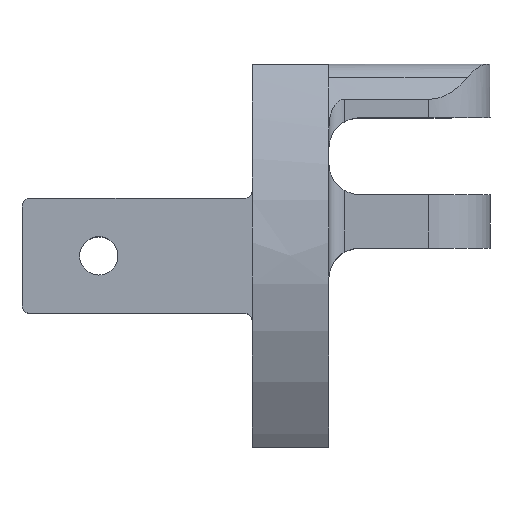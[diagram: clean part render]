
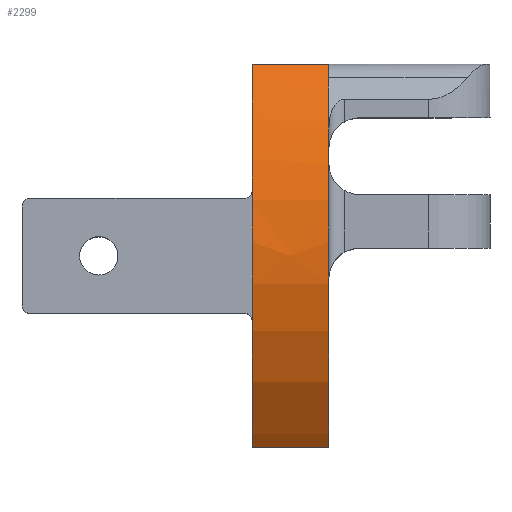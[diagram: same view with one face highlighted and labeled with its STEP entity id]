
A CAD part, top view. The second image highlights one B-rep face of the part: STEP entity #2299.
In plain terms, the highlighted face is a extrusion surface.
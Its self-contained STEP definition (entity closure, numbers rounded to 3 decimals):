
#1618=CARTESIAN_POINT('Vertex',(10.,25.,5.)) ;
#1622=CARTESIAN_POINT('Control Point',(10.,23.224,6.233)) ;
#1623=CARTESIAN_POINT('Control Point',(10.,23.579,5.996)) ;
#1624=CARTESIAN_POINT('Control Point',(10.,23.934,5.754)) ;
#1625=CARTESIAN_POINT('Control Point',(10.,24.29,5.507)) ;
#1626=CARTESIAN_POINT('Control Point',(10.,24.645,5.256)) ;
#1627=CARTESIAN_POINT('Control Point',(10.,25.,5.)) ;
#1628=CARTESIAN_POINT('Vertex',(10.,23.224,6.233)) ;
#1687=CARTESIAN_POINT('Control Point',(10.,20.412,8.)) ;
#1688=CARTESIAN_POINT('Control Point',(10.,19.615,8.469)) ;
#1689=CARTESIAN_POINT('Control Point',(10.,18.81,8.914)) ;
#1690=CARTESIAN_POINT('Control Point',(10.,18.,9.334)) ;
#1691=CARTESIAN_POINT('Vertex',(10.,18.,9.334)) ;
#1693=CARTESIAN_POINT('Vertex',(10.,20.412,8.)) ;
#1697=CARTESIAN_POINT('Control Point',(10.,18.,9.334)) ;
#1698=CARTESIAN_POINT('Control Point',(10.,17.557,9.564)) ;
#1699=CARTESIAN_POINT('Control Point',(10.,17.113,9.786)) ;
#1700=CARTESIAN_POINT('Control Point',(10.,16.667,10.)) ;
#1701=CARTESIAN_POINT('Vertex',(10.,16.667,10.)) ;
#1739=CARTESIAN_POINT('Control Point',(10.,23.224,6.233)) ;
#1740=CARTESIAN_POINT('Control Point',(10.,22.662,6.61)) ;
#1741=CARTESIAN_POINT('Control Point',(10.,22.099,6.974)) ;
#1742=CARTESIAN_POINT('Control Point',(10.,21.537,7.328)) ;
#1743=CARTESIAN_POINT('Control Point',(10.,20.975,7.669)) ;
#1744=CARTESIAN_POINT('Control Point',(10.,20.412,8.)) ;
#2150=CARTESIAN_POINT('Vertex',(10.,-25.,5.)) ;
#2155=CARTESIAN_POINT('Line Origine',(5.,-25.,5.)) ;
#2159=CARTESIAN_POINT('Vertex',(0.,-25.,5.)) ;
#2182=CARTESIAN_POINT('Control Point',(0.,-25.,5.)) ;
#2183=CARTESIAN_POINT('Control Point',(0.,-20.,8.6)) ;
#2184=CARTESIAN_POINT('Control Point',(0.,-15.,11.3)) ;
#2185=CARTESIAN_POINT('Control Point',(0.,-10.,13.1)) ;
#2186=CARTESIAN_POINT('Control Point',(0.,0.,14.9)) ;
#2187=CARTESIAN_POINT('Control Point',(0.,10.,13.1)) ;
#2188=CARTESIAN_POINT('Control Point',(0.,15.,11.3)) ;
#2189=CARTESIAN_POINT('Control Point',(0.,20.,8.6)) ;
#2190=CARTESIAN_POINT('Control Point',(0.,25.,5.)) ;
#2195=CARTESIAN_POINT('Control Point',(10.,-23.224,6.233)) ;
#2196=CARTESIAN_POINT('Control Point',(10.,-18.579,9.34)) ;
#2197=CARTESIAN_POINT('Control Point',(10.,-13.934,11.67)) ;
#2198=CARTESIAN_POINT('Control Point',(10.,-9.29,13.223)) ;
#2199=CARTESIAN_POINT('Control Point',(10.,-1.311,14.557)) ;
#2200=CARTESIAN_POINT('Control Point',(10.,6.667,13.6)) ;
#2201=CARTESIAN_POINT('Control Point',(10.,10.,12.8)) ;
#2202=CARTESIAN_POINT('Control Point',(10.,13.333,11.6)) ;
#2203=CARTESIAN_POINT('Control Point',(10.,16.667,10.)) ;
#2204=CARTESIAN_POINT('Vertex',(10.,-23.224,6.233)) ;
#2207=CARTESIAN_POINT('Line Origine',(5.,25.,5.)) ;
#2211=CARTESIAN_POINT('Vertex',(0.,25.,5.)) ;
#2215=CARTESIAN_POINT('Control Point',(0.,23.225,6.233)) ;
#2216=CARTESIAN_POINT('Control Point',(0.,23.58,5.995)) ;
#2217=CARTESIAN_POINT('Control Point',(0.,23.935,5.753)) ;
#2218=CARTESIAN_POINT('Control Point',(0.,24.29,5.507)) ;
#2219=CARTESIAN_POINT('Control Point',(0.,24.645,5.256)) ;
#2220=CARTESIAN_POINT('Control Point',(0.,25.,5.)) ;
#2221=CARTESIAN_POINT('Vertex',(0.,23.225,6.233)) ;
#2225=CARTESIAN_POINT('Control Point',(0.,23.224,6.233)) ;
#2226=CARTESIAN_POINT('Control Point',(0.,23.224,6.233)) ;
#2227=CARTESIAN_POINT('Control Point',(0.,23.224,6.233)) ;
#2228=CARTESIAN_POINT('Control Point',(0.,23.224,6.233)) ;
#2229=CARTESIAN_POINT('Control Point',(0.,23.225,6.233)) ;
#2230=CARTESIAN_POINT('Control Point',(0.,23.225,6.233)) ;
#2231=CARTESIAN_POINT('Vertex',(0.,23.224,6.233)) ;
#2235=CARTESIAN_POINT('Control Point',(0.,-23.224,6.233)) ;
#2236=CARTESIAN_POINT('Control Point',(0.,-18.579,9.34)) ;
#2237=CARTESIAN_POINT('Control Point',(0.,-13.934,11.67)) ;
#2238=CARTESIAN_POINT('Control Point',(0.,-9.29,13.223)) ;
#2239=CARTESIAN_POINT('Control Point',(0.,0.,14.777)) ;
#2240=CARTESIAN_POINT('Control Point',(0.,9.29,13.223)) ;
#2241=CARTESIAN_POINT('Control Point',(0.,13.934,11.67)) ;
#2242=CARTESIAN_POINT('Control Point',(0.,18.579,9.34)) ;
#2243=CARTESIAN_POINT('Control Point',(0.,23.224,6.233)) ;
#2244=CARTESIAN_POINT('Vertex',(0.,-23.224,6.233)) ;
#2248=CARTESIAN_POINT('Control Point',(0.,-23.226,6.232)) ;
#2249=CARTESIAN_POINT('Control Point',(0.,-23.225,6.232)) ;
#2250=CARTESIAN_POINT('Control Point',(0.,-23.225,6.233)) ;
#2251=CARTESIAN_POINT('Control Point',(0.,-23.225,6.233)) ;
#2252=CARTESIAN_POINT('Control Point',(0.,-23.224,6.233)) ;
#2253=CARTESIAN_POINT('Control Point',(0.,-23.224,6.233)) ;
#2254=CARTESIAN_POINT('Vertex',(0.,-23.226,6.232)) ;
#2258=CARTESIAN_POINT('Control Point',(0.,-25.,5.)) ;
#2259=CARTESIAN_POINT('Control Point',(0.,-24.645,5.256)) ;
#2260=CARTESIAN_POINT('Control Point',(0.,-24.29,5.506)) ;
#2261=CARTESIAN_POINT('Control Point',(0.,-23.935,5.753)) ;
#2262=CARTESIAN_POINT('Control Point',(0.,-23.58,5.995)) ;
#2263=CARTESIAN_POINT('Control Point',(0.,-23.226,6.232)) ;
#2266=CARTESIAN_POINT('Control Point',(10.,-25.,5.)) ;
#2267=CARTESIAN_POINT('Control Point',(10.,-24.645,5.256)) ;
#2268=CARTESIAN_POINT('Control Point',(10.,-24.29,5.506)) ;
#2269=CARTESIAN_POINT('Control Point',(10.,-23.935,5.753)) ;
#2270=CARTESIAN_POINT('Control Point',(10.,-23.58,5.995)) ;
#2271=CARTESIAN_POINT('Control Point',(10.,-23.226,6.232)) ;
#2272=CARTESIAN_POINT('Vertex',(10.,-23.226,6.232)) ;
#2276=CARTESIAN_POINT('Control Point',(10.,-23.226,6.232)) ;
#2277=CARTESIAN_POINT('Control Point',(10.,-23.225,6.232)) ;
#2278=CARTESIAN_POINT('Control Point',(10.,-23.225,6.233)) ;
#2279=CARTESIAN_POINT('Control Point',(10.,-23.225,6.233)) ;
#2280=CARTESIAN_POINT('Control Point',(10.,-23.224,6.233)) ;
#2281=CARTESIAN_POINT('Control Point',(10.,-23.224,6.233)) ;
#2156=DIRECTION('Vector Direction',(1.,0.,0.)) ;
#2191=DIRECTION('Vector Direction',(1.,0.,0.)) ;
#2208=DIRECTION('Vector Direction',(1.,0.,0.)) ;
#2284=ORIENTED_EDGE('',*,*,#2206,.T.) ;
#2285=ORIENTED_EDGE('',*,*,#1703,.T.) ;
#2286=ORIENTED_EDGE('',*,*,#1695,.T.) ;
#2287=ORIENTED_EDGE('',*,*,#1745,.F.) ;
#2288=ORIENTED_EDGE('',*,*,#1630,.F.) ;
#2289=ORIENTED_EDGE('',*,*,#2213,.F.) ;
#2290=ORIENTED_EDGE('',*,*,#2223,.T.) ;
#2291=ORIENTED_EDGE('',*,*,#2233,.T.) ;
#2292=ORIENTED_EDGE('',*,*,#2246,.F.) ;
#2293=ORIENTED_EDGE('',*,*,#2256,.T.) ;
#2294=ORIENTED_EDGE('',*,*,#2264,.T.) ;
#2295=ORIENTED_EDGE('',*,*,#2161,.T.) ;
#2296=ORIENTED_EDGE('',*,*,#2274,.F.) ;
#2297=ORIENTED_EDGE('',*,*,#2282,.T.) ;
#2157=VECTOR('Line Direction',#2156,1.) ;
#2192=VECTOR('Extrusion Surface Vector',#2191,1.) ;
#2209=VECTOR('Line Direction',#2208,1.) ;
#2299=ADVANCED_FACE('Corps principal',(#2298),#2193,.F.) ;
#1621=B_SPLINE_CURVE_WITH_KNOTS('',5,(#1622,#1623,#1624,#1625,#1626,#1627),.UNSPECIFIED.,.F.,.U.,(6,6),(51.254,53.141),.UNSPECIFIED.) ;
#1686=B_SPLINE_CURVE_WITH_KNOTS('',3,(#1687,#1688,#1689,#1690),.UNSPECIFIED.,.F.,.U.,(4,4),(0.,3.765),.UNSPECIFIED.) ;
#1696=B_SPLINE_CURVE_WITH_KNOTS('',3,(#1697,#1698,#1699,#1700),.UNSPECIFIED.,.F.,.U.,(4,4),(3.765,5.822),.UNSPECIFIED.) ;
#1738=B_SPLINE_CURVE_WITH_KNOTS('',5,(#1739,#1740,#1741,#1742,#1743,#1744),.UNSPECIFIED.,.F.,.U.,(6,6),(1.888,4.876),.UNSPECIFIED.) ;
#2181=B_SPLINE_CURVE_WITH_KNOTS('',5,(#2182,#2183,#2184,#2185,#2186,#2187,#2188,#2189,#2190),.UNSPECIFIED.,.F.,.U.,(6,3,6),(0.,26.571,53.141),.UNSPECIFIED.) ;
#2194=B_SPLINE_CURVE_WITH_KNOTS('',5,(#2195,#2196,#2197,#2198,#2199,#2200,#2201,#2202,#2203),.UNSPECIFIED.,.F.,.U.,(6,3,6),(1.888,26.571,44.284),.UNSPECIFIED.) ;
#2214=B_SPLINE_CURVE_WITH_KNOTS('',5,(#2215,#2216,#2217,#2218,#2219,#2220),.UNSPECIFIED.,.F.,.U.,(6,6),(51.255,53.141),.UNSPECIFIED.) ;
#2224=B_SPLINE_CURVE_WITH_KNOTS('',5,(#2225,#2226,#2227,#2228,#2229,#2230),.UNSPECIFIED.,.F.,.U.,(6,6),(72.959,72.961),.UNSPECIFIED.) ;
#2234=B_SPLINE_CURVE_WITH_KNOTS('',5,(#2235,#2236,#2237,#2238,#2239,#2240,#2241,#2242,#2243),.UNSPECIFIED.,.F.,.U.,(6,3,6),(1.888,26.571,51.254),.UNSPECIFIED.) ;
#2247=B_SPLINE_CURVE_WITH_KNOTS('',5,(#2248,#2249,#2250,#2251,#2252,#2253),.UNSPECIFIED.,.F.,.U.,(6,6),(2.868,2.871),.UNSPECIFIED.) ;
#2257=B_SPLINE_CURVE_WITH_KNOTS('',5,(#2258,#2259,#2260,#2261,#2262,#2263),.UNSPECIFIED.,.F.,.U.,(6,6),(0.,1.886),.UNSPECIFIED.) ;
#2265=B_SPLINE_CURVE_WITH_KNOTS('',5,(#2266,#2267,#2268,#2269,#2270,#2271),.UNSPECIFIED.,.F.,.U.,(6,6),(0.,1.886),.UNSPECIFIED.) ;
#2275=B_SPLINE_CURVE_WITH_KNOTS('',5,(#2276,#2277,#2278,#2279,#2280,#2281),.UNSPECIFIED.,.F.,.U.,(6,6),(2.868,2.871),.UNSPECIFIED.) ;
#1630=EDGE_CURVE('',#1619,#1629,#1621,.F.) ;
#1695=EDGE_CURVE('',#1692,#1694,#1686,.F.) ;
#1703=EDGE_CURVE('',#1702,#1692,#1696,.F.) ;
#1745=EDGE_CURVE('',#1629,#1694,#1738,.T.) ;
#2161=EDGE_CURVE('',#2160,#2151,#2158,.T.) ;
#2206=EDGE_CURVE('',#2205,#1702,#2194,.T.) ;
#2213=EDGE_CURVE('',#2212,#1619,#2210,.T.) ;
#2223=EDGE_CURVE('',#2212,#2222,#2214,.F.) ;
#2233=EDGE_CURVE('',#2222,#2232,#2224,.F.) ;
#2246=EDGE_CURVE('',#2245,#2232,#2234,.T.) ;
#2256=EDGE_CURVE('',#2245,#2255,#2247,.F.) ;
#2264=EDGE_CURVE('',#2255,#2160,#2257,.F.) ;
#2274=EDGE_CURVE('',#2273,#2151,#2265,.F.) ;
#2282=EDGE_CURVE('',#2273,#2205,#2275,.T.) ;
#2283=EDGE_LOOP('',(#2284,#2285,#2286,#2287,#2288,#2289,#2290,#2291,#2292,#2293,#2294,#2295,#2296,#2297)) ;
#2298=FACE_OUTER_BOUND('',#2283,.T.) ;
#2158=LINE('Line',#2155,#2157) ;
#2210=LINE('Line',#2207,#2209) ;
#2193=SURFACE_OF_LINEAR_EXTRUSION('generated tabulated cylinder',#2181,#2192) ;
#1619=VERTEX_POINT('',#1618) ;
#1629=VERTEX_POINT('',#1628) ;
#1692=VERTEX_POINT('',#1691) ;
#1694=VERTEX_POINT('',#1693) ;
#1702=VERTEX_POINT('',#1701) ;
#2151=VERTEX_POINT('',#2150) ;
#2160=VERTEX_POINT('',#2159) ;
#2205=VERTEX_POINT('',#2204) ;
#2212=VERTEX_POINT('',#2211) ;
#2222=VERTEX_POINT('',#2221) ;
#2232=VERTEX_POINT('',#2231) ;
#2245=VERTEX_POINT('',#2244) ;
#2255=VERTEX_POINT('',#2254) ;
#2273=VERTEX_POINT('',#2272) ;
